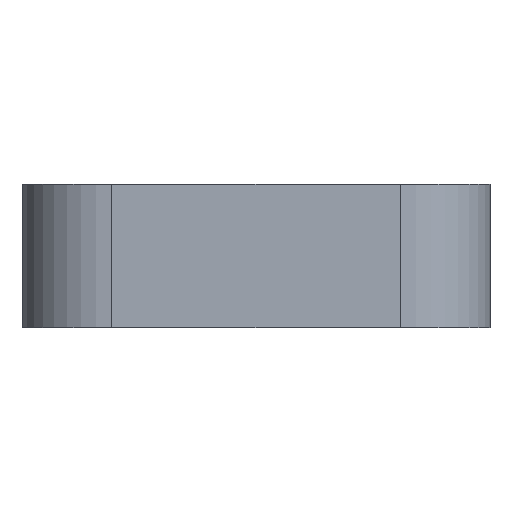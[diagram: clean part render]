
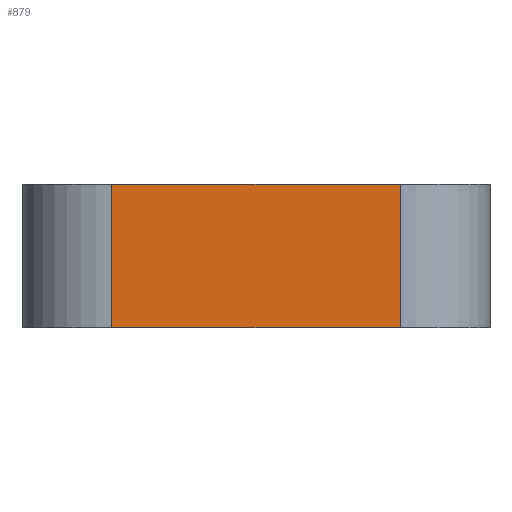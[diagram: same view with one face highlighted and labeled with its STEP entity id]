
A CAD part, front view. The second image highlights one B-rep face of the part: STEP entity #879.
In plain terms, the highlighted planar face has unit normal (0, -1, 0).
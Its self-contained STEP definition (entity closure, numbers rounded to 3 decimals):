
#93 = VECTOR ( 'NONE', #612, 1000. ) ;
#270 = CARTESIAN_POINT ( 'NONE',  ( 8.025, -5., 8. ) ) ;
#282 = LINE ( 'NONE', #270, #1482 ) ;
#291 = DIRECTION ( 'NONE',  ( 0., 0., 1. ) ) ;
#306 = LINE ( 'NONE', #964, #1003 ) ;
#361 = EDGE_CURVE ( 'NONE', #1743, #1636, #306, .T. ) ;
#396 = CARTESIAN_POINT ( 'NONE',  ( -13.025, -5., 8. ) ) ;
#459 = EDGE_LOOP ( 'NONE', ( #944, #1458, #1029, #1369 ) ) ;
#460 = VERTEX_POINT ( 'NONE', #2008 ) ;
#473 = LINE ( 'NONE', #1602, #93 ) ;
#539 = DIRECTION ( 'NONE',  ( 0., 1., 0. ) ) ;
#611 = DIRECTION ( 'NONE',  ( 1., 0., 0. ) ) ;
#612 = DIRECTION ( 'NONE',  ( 1., 0., 0. ) ) ;
#704 = PLANE ( 'NONE',  #1365 ) ;
#783 = VECTOR ( 'NONE', #611, 1000. ) ;
#879 = ADVANCED_FACE ( 'NONE', ( #1348 ), #704, .F. ) ;
#944 = ORIENTED_EDGE ( 'NONE', *, *, #1539, .T. ) ;
#964 = CARTESIAN_POINT ( 'NONE',  ( -8.025, -5., 8. ) ) ;
#984 = EDGE_CURVE ( 'NONE', #1065, #460, #282, .T. ) ;
#1003 = VECTOR ( 'NONE', #1299, 1000. ) ;
#1029 = ORIENTED_EDGE ( 'NONE', *, *, #1825, .F. ) ;
#1058 = LINE ( 'NONE', #1081, #783 ) ;
#1065 = VERTEX_POINT ( 'NONE', #1594 ) ;
#1081 = CARTESIAN_POINT ( 'NONE',  ( -13.025, -5., 0. ) ) ;
#1094 = CARTESIAN_POINT ( 'NONE',  ( -8.025, -5., 0. ) ) ;
#1299 = DIRECTION ( 'NONE',  ( 0., 0., -1. ) ) ;
#1348 = FACE_OUTER_BOUND ( 'NONE', #459, .T. ) ;
#1365 = AXIS2_PLACEMENT_3D ( 'NONE', #396, #539, #1895 ) ;
#1369 = ORIENTED_EDGE ( 'NONE', *, *, #361, .T. ) ;
#1458 = ORIENTED_EDGE ( 'NONE', *, *, #984, .T. ) ;
#1482 = VECTOR ( 'NONE', #291, 1000. ) ;
#1539 = EDGE_CURVE ( 'NONE', #1636, #1065, #1058, .T. ) ;
#1594 = CARTESIAN_POINT ( 'NONE',  ( 8.025, -5., 0. ) ) ;
#1602 = CARTESIAN_POINT ( 'NONE',  ( -13.025, -5., 8. ) ) ;
#1636 = VERTEX_POINT ( 'NONE', #1094 ) ;
#1743 = VERTEX_POINT ( 'NONE', #2070 ) ;
#1825 = EDGE_CURVE ( 'NONE', #1743, #460, #473, .T. ) ;
#1895 = DIRECTION ( 'NONE',  ( 0., 0., 1. ) ) ;
#2008 = CARTESIAN_POINT ( 'NONE',  ( 8.025, -5., 8. ) ) ;
#2070 = CARTESIAN_POINT ( 'NONE',  ( -8.025, -5., 8. ) ) ;
